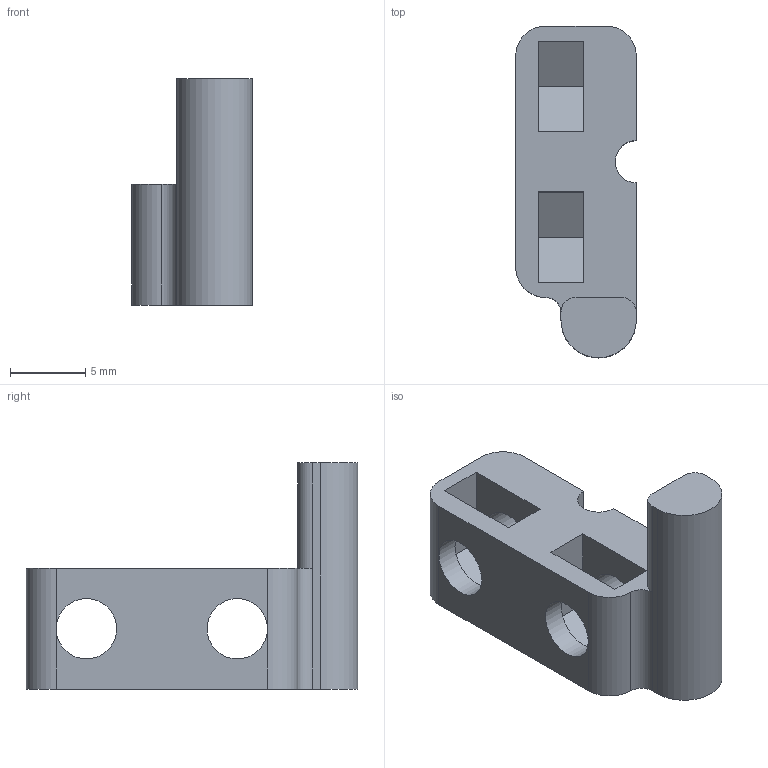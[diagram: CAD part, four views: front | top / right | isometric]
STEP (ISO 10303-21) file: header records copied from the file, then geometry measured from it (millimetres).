
FILE_DESCRIPTION(('STEP AP242'), '1');
FILE_NAME('itemShaftGearStopperHalf1', '', ('UNSPECIFIED'), ('UNSPECIFIED'), 'C3D Converter', 'C3D Toolkit', '');
FILE_SCHEMA(('AP242_MANAGED_MODEL_BASED_3D_ENGINEERING_MIM_LF { 1 0 10303 442 1 1 4 }'));
Length unit declared in the file: millimetre
Bounding box: 8 x 22 x 15 mm (x, y, z)
Volume: 1002 mm3; surface area: 1126.1 mm2
Topology: 1 solids, 1 shells, 33 faces, 90 edges, 58 vertices
Faces by surface type: plane 21, cylinder 12
Full cylindrical faces by diameter (mm): 4 x4
Entity records: 1072 total; most frequent: DIRECTION 179, CARTESIAN_POINT 178, ORIENTED_EDGE 172, EDGE_CURVE 86, LINE 61, VECTOR 61, AXIS2_PLACEMENT_3D 59, VERTEX_POINT 58
